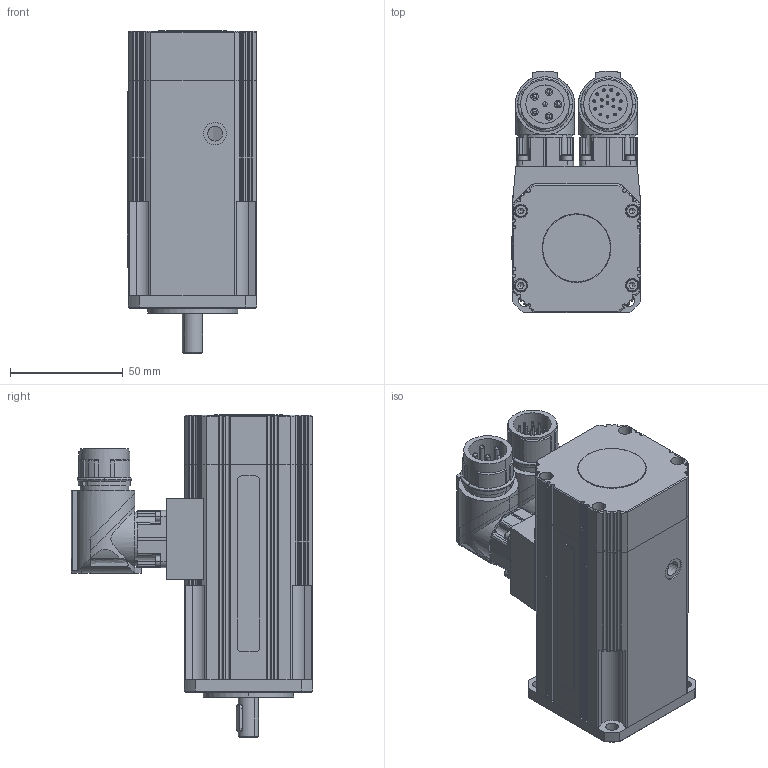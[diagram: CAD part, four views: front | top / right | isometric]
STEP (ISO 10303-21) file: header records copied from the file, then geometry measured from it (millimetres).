
FILE_DESCRIPTION((''),'2;1');
FILE_NAME('FP-55 + Encoder Heidenhain ECN-EQN 1100.stp','2011-11-08T13:50:35',('jlopez'),(''),'Autodesk Inventor 9','Autodesk Inventor 9','');
FILE_SCHEMA(('AUTOMOTIVE_DESIGN { 1 0 10303 214 1 1 1 1 }'));
Length unit declared in the file: millimetre
Products named in the file (1): Pieza1
Bounding box: 57.5 x 107.15 x 143.25 mm (x, y, z)
Volume: 363515.3 mm3; surface area: 76181.5 mm2
Topology: 1 solids, 25 shells, 1490 faces, 3860 edges, 2394 vertices
Faces by surface type: cylinder 646, plane 505, bspline 119, cone 118, torus 56, sphere 46
Entity records: 46867 total; most frequent: CARTESIAN_POINT 10961, DIRECTION 7758, ORIENTED_EDGE 7456, EDGE_CURVE 3728, AXIS2_PLACEMENT_3D 3025, VERTEX_POINT 2394, VECTOR 1708, LINE 1708
